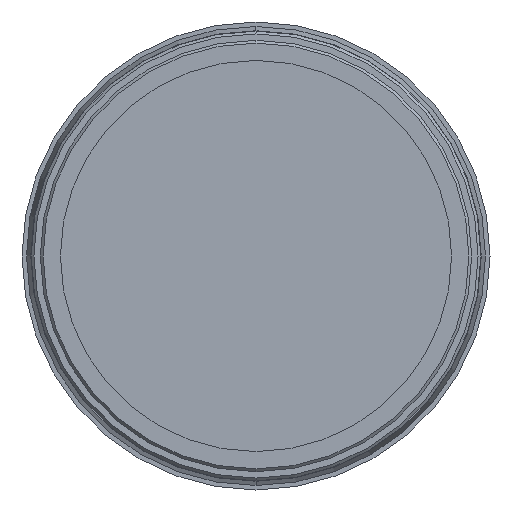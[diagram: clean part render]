
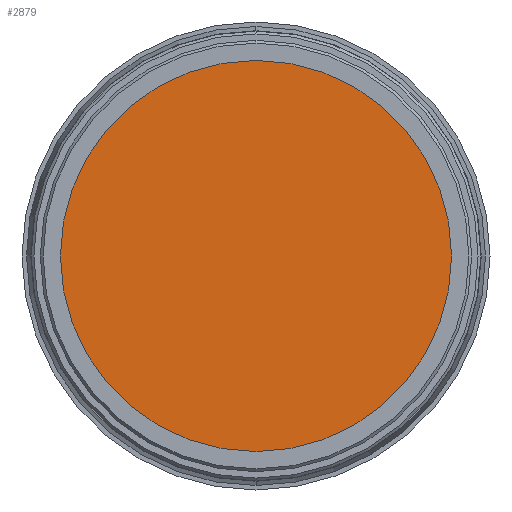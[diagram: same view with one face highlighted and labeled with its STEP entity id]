
A CAD part, left-side view. The second image highlights one B-rep face of the part: STEP entity #2879.
In plain terms, the highlighted planar face has unit normal (-1, 0, 0).
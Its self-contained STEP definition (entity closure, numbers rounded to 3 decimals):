
#963 = AXIS2_PLACEMENT_3D ( 'NONE', #22737, #14689, #10603 ) ;
#1527 = CARTESIAN_POINT ( 'NONE',  ( 4.3, 0., 0. ) ) ;
#2019 = CARTESIAN_POINT ( 'NONE',  ( 4.3, 0., 21.312 ) ) ;
#2879 = ADVANCED_FACE ( 'NONE', ( #7591 ), #10270, .F. ) ;
#3894 = CIRCLE ( 'NONE', #19137, 21.312 ) ;
#4323 = CARTESIAN_POINT ( 'NONE',  ( 4.3, 21.312, 0. ) ) ;
#6461 = VERTEX_POINT ( 'NONE', #23562 ) ;
#6724 = EDGE_LOOP ( 'NONE', ( #10204, #24151 ) ) ;
#6742 = EDGE_CURVE ( 'NONE', #9730, #6461, #18814, .T. ) ;
#7591 = FACE_OUTER_BOUND ( 'NONE', #6724, .T. ) ;
#9730 = VERTEX_POINT ( 'NONE', #2019 ) ;
#10204 = ORIENTED_EDGE ( 'NONE', *, *, #6742, .T. ) ;
#10270 = PLANE ( 'NONE',  #11595 ) ;
#10603 = DIRECTION ( 'NONE',  ( 0., 0., 1. ) ) ;
#11595 = AXIS2_PLACEMENT_3D ( 'NONE', #4323, #16213, #20256 ) ;
#13628 = DIRECTION ( 'NONE',  ( -1., 0., 0. ) ) ;
#14049 = DIRECTION ( 'NONE',  ( 0., 0., 1. ) ) ;
#14689 = DIRECTION ( 'NONE',  ( -1., 0., 0. ) ) ;
#16213 = DIRECTION ( 'NONE',  ( 1., 0., 0. ) ) ;
#18814 = CIRCLE ( 'NONE', #963, 21.312 ) ;
#19137 = AXIS2_PLACEMENT_3D ( 'NONE', #1527, #13628, #14049 ) ;
#20256 = DIRECTION ( 'NONE',  ( 0., 0., -1. ) ) ;
#20893 = EDGE_CURVE ( 'NONE', #6461, #9730, #3894, .T. ) ;
#22737 = CARTESIAN_POINT ( 'NONE',  ( 4.3, 0., 0. ) ) ;
#23562 = CARTESIAN_POINT ( 'NONE',  ( 4.3, 0., -21.312 ) ) ;
#24151 = ORIENTED_EDGE ( 'NONE', *, *, #20893, .T. ) ;
